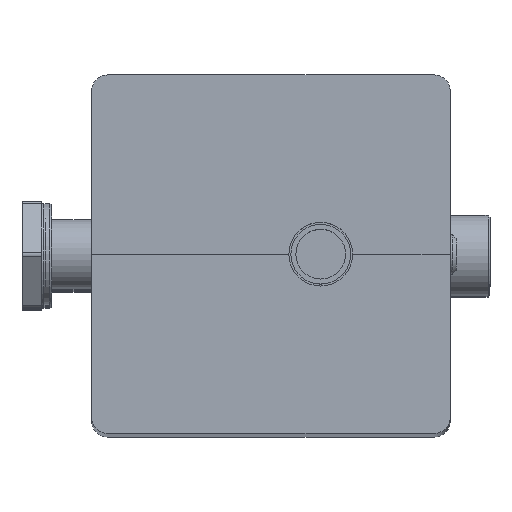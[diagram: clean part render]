
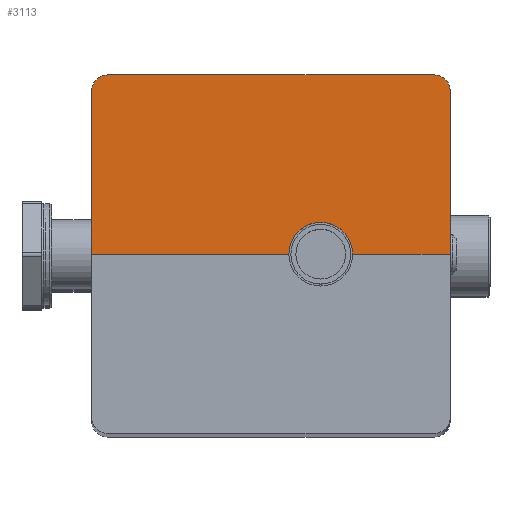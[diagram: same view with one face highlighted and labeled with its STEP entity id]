
A CAD part, top view. The second image highlights one B-rep face of the part: STEP entity #3113.
In plain terms, the highlighted face is planar.
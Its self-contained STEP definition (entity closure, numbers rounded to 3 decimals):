
#267=LINE('',#5163,#477);
#268=LINE('',#5166,#478);
#281=LINE('',#5203,#491);
#335=LINE('',#5357,#545);
#337=LINE('',#5363,#547);
#477=VECTOR('',#4265,49.);
#478=VECTOR('',#4268,99.);
#491=VECTOR('',#4299,82.);
#545=VECTOR('',#4457,164.);
#547=VECTOR('',#4465,82.);
#653=PLANE('',#3494);
#937=FACE_OUTER_BOUND('',#1221,.T.);
#1221=EDGE_LOOP('',(#2837,#2838,#2839,#2840,#2841,#2842,#2843,#2844));
#1368=CIRCLE('',#3425,16.);
#1397=CIRCLE('',#3488,8.);
#1398=CIRCLE('',#3491,8.);
#1608=VERTEX_POINT('',#5138);
#1611=VERTEX_POINT('',#5143);
#1618=VERTEX_POINT('',#5161);
#1619=VERTEX_POINT('',#5165);
#1634=VERTEX_POINT('',#5201);
#1681=VERTEX_POINT('',#5351);
#1682=VERTEX_POINT('',#5355);
#1683=VERTEX_POINT('',#5359);
#1960=EDGE_CURVE('',#1611,#1608,#1368,.T.);
#1969=EDGE_CURVE('',#1618,#1611,#267,.T.);
#1970=EDGE_CURVE('',#1608,#1619,#268,.T.);
#1989=EDGE_CURVE('',#1634,#1618,#281,.T.);
#2064=EDGE_CURVE('',#1681,#1634,#1397,.T.);
#2066=EDGE_CURVE('',#1682,#1681,#335,.T.);
#2068=EDGE_CURVE('',#1683,#1682,#1398,.T.);
#2069=EDGE_CURVE('',#1619,#1683,#337,.T.);
#2837=ORIENTED_EDGE('',*,*,#1960,.F.);
#2838=ORIENTED_EDGE('',*,*,#1969,.F.);
#2839=ORIENTED_EDGE('',*,*,#1989,.F.);
#2840=ORIENTED_EDGE('',*,*,#2064,.F.);
#2841=ORIENTED_EDGE('',*,*,#2066,.F.);
#2842=ORIENTED_EDGE('',*,*,#2068,.F.);
#2843=ORIENTED_EDGE('',*,*,#2069,.F.);
#2844=ORIENTED_EDGE('',*,*,#1970,.F.);
#3113=ADVANCED_FACE('',(#937),#653,.F.);
#3425=AXIS2_PLACEMENT_3D('',#5145,#4251,#4252);
#3488=AXIS2_PLACEMENT_3D('',#5353,#4452,#4453);
#3491=AXIS2_PLACEMENT_3D('',#5361,#4461,#4462);
#3494=AXIS2_PLACEMENT_3D('',#5366,#4469,#4470);
#4251=DIRECTION('center_axis',(0.,0.,-1.));
#4252=DIRECTION('ref_axis',(-1.,0.,0.));
#4265=DIRECTION('',(-1.,0.,0.));
#4268=DIRECTION('',(-1.,0.,0.));
#4299=DIRECTION('',(0.,1.,0.));
#4452=DIRECTION('center_axis',(0.,0.,1.));
#4453=DIRECTION('ref_axis',(0.,1.,0.));
#4457=DIRECTION('',(1.,0.,0.));
#4461=DIRECTION('center_axis',(0.,0.,1.));
#4462=DIRECTION('ref_axis',(1.,0.,0.));
#4465=DIRECTION('',(0.,-1.,0.));
#4469=DIRECTION('center_axis',(0.,0.,1.));
#4470=DIRECTION('ref_axis',(1.,0.,0.));
#5138=CARTESIAN_POINT('',(9.,0.,-525.));
#5143=CARTESIAN_POINT('',(41.,0.,-525.));
#5145=CARTESIAN_POINT('Origin',(25.,0.,-525.));
#5161=CARTESIAN_POINT('',(90.,0.,-525.));
#5163=CARTESIAN_POINT('',(-90.,0.,-525.));
#5165=CARTESIAN_POINT('',(-90.,0.,-525.));
#5166=CARTESIAN_POINT('',(-90.,0.,-525.));
#5201=CARTESIAN_POINT('',(90.,-82.,-525.));
#5203=CARTESIAN_POINT('',(90.,0.,-525.));
#5351=CARTESIAN_POINT('',(82.,-90.,-525.));
#5353=CARTESIAN_POINT('Origin',(82.,-82.,-525.));
#5355=CARTESIAN_POINT('',(-82.,-90.,-525.));
#5357=CARTESIAN_POINT('',(82.,-90.,-525.));
#5359=CARTESIAN_POINT('',(-90.,-82.,-525.));
#5361=CARTESIAN_POINT('Origin',(-82.,-82.,-525.));
#5363=CARTESIAN_POINT('',(-90.,-82.,-525.));
#5366=CARTESIAN_POINT('Origin',(0.,-43.894,
-525.));
